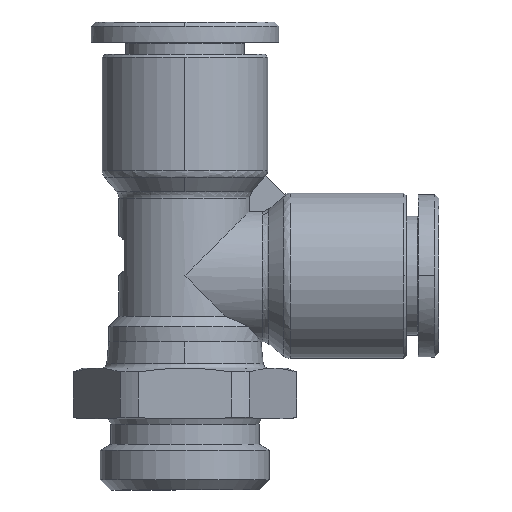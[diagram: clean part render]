
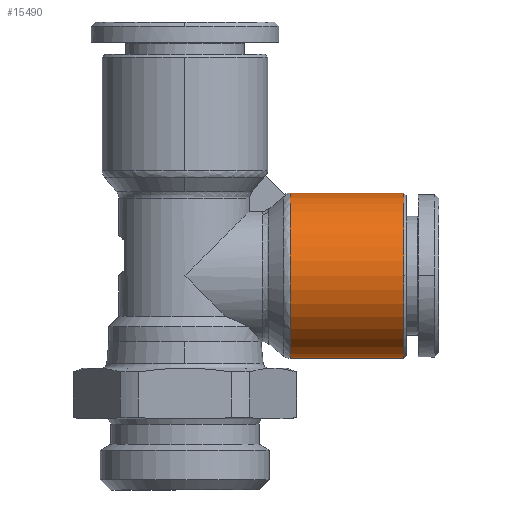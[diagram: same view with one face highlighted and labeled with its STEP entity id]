
A CAD part, front view. The second image highlights one B-rep face of the part: STEP entity #15490.
In plain terms, the highlighted cylindrical face has radius 8.15 mm (diameter 16.3 mm), a partial arc.
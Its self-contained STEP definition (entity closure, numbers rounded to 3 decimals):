
#377 = CARTESIAN_POINT ( 'NONE',  ( 1.126, 0., -8.15 ) ) ;
#829 = CYLINDRICAL_SURFACE ( 'NONE', #6947, 8.15 ) ;
#1444 = CIRCLE ( 'NONE', #7532, 8.15 ) ;
#2093 = CARTESIAN_POINT ( 'NONE',  ( 12.317, 0., -8.15 ) ) ;
#3777 = DIRECTION ( 'NONE',  ( 0., 0., -1. ) ) ;
#3782 = CARTESIAN_POINT ( 'NONE',  ( 12.317, 0., 0. ) ) ;
#4275 = DIRECTION ( 'NONE',  ( 1., 0., 0. ) ) ;
#4585 = VERTEX_POINT ( 'NONE', #377 ) ;
#6287 = DIRECTION ( 'NONE',  ( 1., 0., 0. ) ) ;
#6386 = CARTESIAN_POINT ( 'NONE',  ( 5.767, 0., -8.15 ) ) ;
#6429 = EDGE_CURVE ( 'NONE', #8718, #20345, #13120, .T. ) ;
#6667 = DIRECTION ( 'NONE',  ( 0., 0., 1. ) ) ;
#6696 = CARTESIAN_POINT ( 'NONE',  ( 5.767, 0., 8.15 ) ) ;
#6886 = VECTOR ( 'NONE', #6287, 1000. ) ;
#6947 = AXIS2_PLACEMENT_3D ( 'NONE', #21033, #4275, #30685 ) ;
#7142 = VECTOR ( 'NONE', #13538, 1000. ) ;
#7523 = DIRECTION ( 'NONE',  ( 1., 0., 0. ) ) ;
#7532 = AXIS2_PLACEMENT_3D ( 'NONE', #12380, #7523, #19837 ) ;
#8718 = VERTEX_POINT ( 'NONE', #10964 ) ;
#9890 = EDGE_CURVE ( 'NONE', #4585, #20629, #17799, .T. ) ;
#10964 = CARTESIAN_POINT ( 'NONE',  ( 12.317, 0., 8.15 ) ) ;
#12380 = CARTESIAN_POINT ( 'NONE',  ( 12.317, 0., 0. ) ) ;
#13120 = CIRCLE ( 'NONE', #13236, 8.15 ) ;
#13236 = AXIS2_PLACEMENT_3D ( 'NONE', #3782, #20659, #6667 ) ;
#13538 = DIRECTION ( 'NONE',  ( 1., 0., 0. ) ) ;
#13790 = VERTEX_POINT ( 'NONE', #15205 ) ;
#14278 = AXIS2_PLACEMENT_3D ( 'NONE', #27574, #22803, #3777 ) ;
#15205 = CARTESIAN_POINT ( 'NONE',  ( 1.126, 0., 8.15 ) ) ;
#15490 = ADVANCED_FACE ( 'NONE', ( #17424 ), #829, .T. ) ;
#16459 = ORIENTED_EDGE ( 'NONE', *, *, #23587, .T. ) ;
#17409 = ORIENTED_EDGE ( 'NONE', *, *, #9890, .T. ) ;
#17424 = FACE_OUTER_BOUND ( 'NONE', #26807, .T. ) ;
#17799 = LINE ( 'NONE', #6386, #6886 ) ;
#18417 = LINE ( 'NONE', #6696, #7142 ) ;
#19620 = EDGE_CURVE ( 'NONE', #20345, #20629, #1444, .T. ) ;
#19837 = DIRECTION ( 'NONE',  ( 0., 0., 1. ) ) ;
#20325 = CARTESIAN_POINT ( 'NONE',  ( 12.317, -8.15, 0. ) ) ;
#20337 = ORIENTED_EDGE ( 'NONE', *, *, #19620, .F. ) ;
#20345 = VERTEX_POINT ( 'NONE', #20325 ) ;
#20629 = VERTEX_POINT ( 'NONE', #2093 ) ;
#20659 = DIRECTION ( 'NONE',  ( 1., 0., 0. ) ) ;
#20934 = ORIENTED_EDGE ( 'NONE', *, *, #30731, .F. ) ;
#21033 = CARTESIAN_POINT ( 'NONE',  ( 5.767, 0., 0. ) ) ;
#22803 = DIRECTION ( 'NONE',  ( 1., 0., 0. ) ) ;
#23587 = EDGE_CURVE ( 'NONE', #13790, #4585, #29625, .T. ) ;
#26807 = EDGE_LOOP ( 'NONE', ( #20934, #16459, #17409, #20337, #26975 ) ) ;
#26975 = ORIENTED_EDGE ( 'NONE', *, *, #6429, .F. ) ;
#27574 = CARTESIAN_POINT ( 'NONE',  ( 1.126, 0., 0. ) ) ;
#29625 = CIRCLE ( 'NONE', #14278, 8.15 ) ;
#30685 = DIRECTION ( 'NONE',  ( 0., 0., -1. ) ) ;
#30731 = EDGE_CURVE ( 'NONE', #13790, #8718, #18417, .T. ) ;
